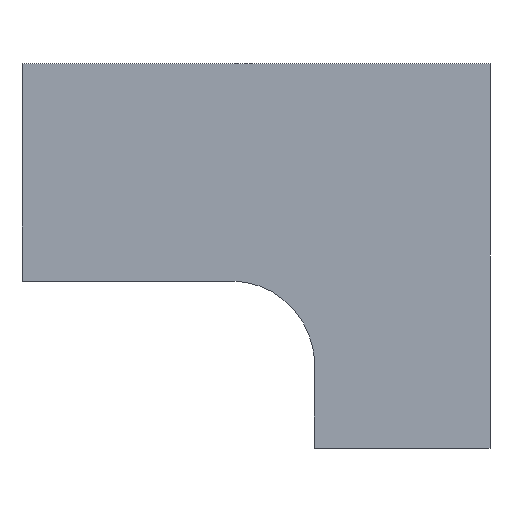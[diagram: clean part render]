
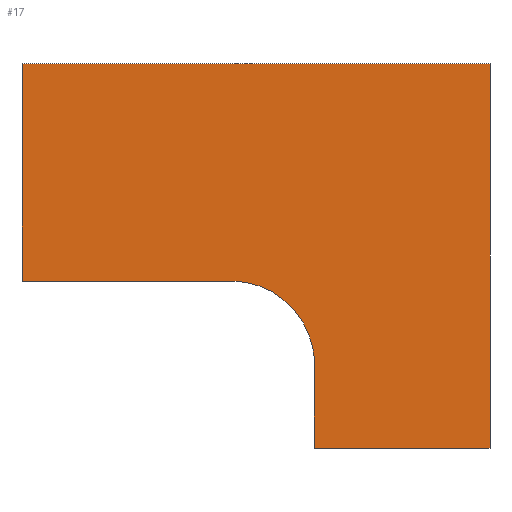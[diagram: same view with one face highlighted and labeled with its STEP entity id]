
A CAD part, top view. The second image highlights one B-rep face of the part: STEP entity #17.
In plain terms, the highlighted planar face has unit normal (0, 0, -1).
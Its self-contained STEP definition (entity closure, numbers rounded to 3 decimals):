
#17 = ADVANCED_FACE('',(#18),#32,.F.);
#18 = FACE_BOUND('',#19,.F.);
#19 = EDGE_LOOP('',(#20,#43,#59,#75,#91,#107,#123));
#20 = ORIENTED_EDGE('',*,*,#21,.T.);
#21 = EDGE_CURVE('',#22,#24,#26,.T.);
#22 = VERTEX_POINT('',#23);
#23 = CARTESIAN_POINT('',(175.,50.,-0.5));
#24 = VERTEX_POINT('',#25);
#25 = CARTESIAN_POINT('',(175.,0.,-0.5));
#26 = SURFACE_CURVE('',#27,(#31),.PCURVE_S1.);
#27 = LINE('',#28,#29);
#28 = CARTESIAN_POINT('',(175.,100.,-0.5));
#29 = VECTOR('',#30,1.);
#30 = DIRECTION('',(0.,-1.,0.));
#31 = PCURVE('',#32,#37);
#32 = PLANE('',#33);
#33 = AXIS2_PLACEMENT_3D('',#34,#35,#36);
#34 = CARTESIAN_POINT('',(0.,0.,-0.5));
#35 = DIRECTION('',(0.,0.,1.));
#36 = DIRECTION('',(1.,0.,-0.));
#37 = DEFINITIONAL_REPRESENTATION('',(#38),#42);
#38 = LINE('',#39,#40);
#39 = CARTESIAN_POINT('',(175.,100.));
#40 = VECTOR('',#41,1.);
#41 = DIRECTION('',(0.,-1.));
#42 = ( GEOMETRIC_REPRESENTATION_CONTEXT(2) 
PARAMETRIC_REPRESENTATION_CONTEXT() REPRESENTATION_CONTEXT('2D SPACE',''
  ) );
#43 = ORIENTED_EDGE('',*,*,#44,.T.);
#44 = EDGE_CURVE('',#24,#45,#47,.T.);
#45 = VERTEX_POINT('',#46);
#46 = CARTESIAN_POINT('',(280.,0.,-0.5));
#47 = SURFACE_CURVE('',#48,(#52),.PCURVE_S1.);
#48 = LINE('',#49,#50);
#49 = CARTESIAN_POINT('',(0.,0.,-0.5));
#50 = VECTOR('',#51,1.);
#51 = DIRECTION('',(1.,0.,-0.));
#52 = PCURVE('',#32,#53);
#53 = DEFINITIONAL_REPRESENTATION('',(#54),#58);
#54 = LINE('',#55,#56);
#55 = CARTESIAN_POINT('',(0.,0.));
#56 = VECTOR('',#57,1.);
#57 = DIRECTION('',(1.,0.));
#58 = ( GEOMETRIC_REPRESENTATION_CONTEXT(2) 
PARAMETRIC_REPRESENTATION_CONTEXT() REPRESENTATION_CONTEXT('2D SPACE',''
  ) );
#59 = ORIENTED_EDGE('',*,*,#60,.T.);
#60 = EDGE_CURVE('',#45,#61,#63,.T.);
#61 = VERTEX_POINT('',#62);
#62 = CARTESIAN_POINT('',(280.,230.,-0.5));
#63 = SURFACE_CURVE('',#64,(#68),.PCURVE_S1.);
#64 = LINE('',#65,#66);
#65 = CARTESIAN_POINT('',(280.,0.,-0.5));
#66 = VECTOR('',#67,1.);
#67 = DIRECTION('',(-0.,1.,0.));
#68 = PCURVE('',#32,#69);
#69 = DEFINITIONAL_REPRESENTATION('',(#70),#74);
#70 = LINE('',#71,#72);
#71 = CARTESIAN_POINT('',(280.,0.));
#72 = VECTOR('',#73,1.);
#73 = DIRECTION('',(0.,1.));
#74 = ( GEOMETRIC_REPRESENTATION_CONTEXT(2) 
PARAMETRIC_REPRESENTATION_CONTEXT() REPRESENTATION_CONTEXT('2D SPACE',''
  ) );
#75 = ORIENTED_EDGE('',*,*,#76,.F.);
#76 = EDGE_CURVE('',#77,#61,#79,.T.);
#77 = VERTEX_POINT('',#78);
#78 = CARTESIAN_POINT('',(0.,230.,-0.5));
#79 = SURFACE_CURVE('',#80,(#84),.PCURVE_S1.);
#80 = LINE('',#81,#82);
#81 = CARTESIAN_POINT('',(0.,230.,-0.5));
#82 = VECTOR('',#83,1.);
#83 = DIRECTION('',(1.,0.,-0.));
#84 = PCURVE('',#32,#85);
#85 = DEFINITIONAL_REPRESENTATION('',(#86),#90);
#86 = LINE('',#87,#88);
#87 = CARTESIAN_POINT('',(0.,230.));
#88 = VECTOR('',#89,1.);
#89 = DIRECTION('',(1.,0.));
#90 = ( GEOMETRIC_REPRESENTATION_CONTEXT(2) 
PARAMETRIC_REPRESENTATION_CONTEXT() REPRESENTATION_CONTEXT('2D SPACE',''
  ) );
#91 = ORIENTED_EDGE('',*,*,#92,.F.);
#92 = EDGE_CURVE('',#93,#77,#95,.T.);
#93 = VERTEX_POINT('',#94);
#94 = CARTESIAN_POINT('',(0.,100.,-0.5));
#95 = SURFACE_CURVE('',#96,(#100),.PCURVE_S1.);
#96 = LINE('',#97,#98);
#97 = CARTESIAN_POINT('',(0.,0.,-0.5));
#98 = VECTOR('',#99,1.);
#99 = DIRECTION('',(-0.,1.,0.));
#100 = PCURVE('',#32,#101);
#101 = DEFINITIONAL_REPRESENTATION('',(#102),#106);
#102 = LINE('',#103,#104);
#103 = CARTESIAN_POINT('',(0.,0.));
#104 = VECTOR('',#105,1.);
#105 = DIRECTION('',(0.,1.));
#106 = ( GEOMETRIC_REPRESENTATION_CONTEXT(2) 
PARAMETRIC_REPRESENTATION_CONTEXT() REPRESENTATION_CONTEXT('2D SPACE',''
  ) );
#107 = ORIENTED_EDGE('',*,*,#108,.T.);
#108 = EDGE_CURVE('',#93,#109,#111,.T.);
#109 = VERTEX_POINT('',#110);
#110 = CARTESIAN_POINT('',(125.,100.,-0.5));
#111 = SURFACE_CURVE('',#112,(#116),.PCURVE_S1.);
#112 = LINE('',#113,#114);
#113 = CARTESIAN_POINT('',(0.,100.,-0.5));
#114 = VECTOR('',#115,1.);
#115 = DIRECTION('',(1.,0.,0.));
#116 = PCURVE('',#32,#117);
#117 = DEFINITIONAL_REPRESENTATION('',(#118),#122);
#118 = LINE('',#119,#120);
#119 = CARTESIAN_POINT('',(0.,100.));
#120 = VECTOR('',#121,1.);
#121 = DIRECTION('',(1.,0.));
#122 = ( GEOMETRIC_REPRESENTATION_CONTEXT(2) 
PARAMETRIC_REPRESENTATION_CONTEXT() REPRESENTATION_CONTEXT('2D SPACE',''
  ) );
#123 = ORIENTED_EDGE('',*,*,#124,.T.);
#124 = EDGE_CURVE('',#109,#22,#125,.T.);
#125 = SURFACE_CURVE('',#126,(#169),.PCURVE_S1.);
#126 = B_SPLINE_CURVE_WITH_KNOTS('',6,(#127,#128,#129,#130,#131,#132,
    #133,#134,#135,#136,#137,#138,#139,#140,#141,#142,#143,#144,#145,
    #146,#147,#148,#149,#150,#151,#152,#153,#154,#155,#156,#157,#158,
    #159,#160,#161,#162,#163,#164,#165,#166,#167,#168),.UNSPECIFIED.,.F.
  ,.F.,(7,5,5,5,5,5,5,5,7),(0.,0.142,0.244,
    0.318,0.5,0.682,0.756,0.858,1.),
  .UNSPECIFIED.);
#127 = CARTESIAN_POINT('',(125.,100.,-0.5));
#128 = CARTESIAN_POINT('',(126.833,100.,-0.5));
#129 = CARTESIAN_POINT('',(128.671,99.919,-0.5));
#130 = CARTESIAN_POINT('',(130.507,99.757,-0.5));
#131 = CARTESIAN_POINT('',(132.337,99.514,-0.5));
#132 = CARTESIAN_POINT('',(134.156,99.189,-0.5));
#133 = CARTESIAN_POINT('',(137.264,98.491,-0.5));
#134 = CARTESIAN_POINT('',(138.56,98.156,-0.5));
#135 = CARTESIAN_POINT('',(139.846,97.779,-0.5));
#136 = CARTESIAN_POINT('',(141.12,97.361,-0.5));
#137 = CARTESIAN_POINT('',(142.381,96.901,-0.5));
#138 = CARTESIAN_POINT('',(144.533,96.037,-0.5));
#139 = CARTESIAN_POINT('',(145.431,95.652,-0.5));
#140 = CARTESIAN_POINT('',(146.321,95.245,-0.5));
#141 = CARTESIAN_POINT('',(147.201,94.818,-0.5));
#142 = CARTESIAN_POINT('',(148.071,94.37,-0.5));
#143 = CARTESIAN_POINT('',(151.023,92.761,-0.5));
#144 = CARTESIAN_POINT('',(153.052,91.499,-0.5));
#145 = CARTESIAN_POINT('',(155.008,90.122,-0.5));
#146 = CARTESIAN_POINT('',(156.882,88.635,-0.5));
#147 = CARTESIAN_POINT('',(158.667,87.043,-0.5));
#148 = CARTESIAN_POINT('',(162.043,83.667,-0.5));
#149 = CARTESIAN_POINT('',(163.635,81.882,-0.5));
#150 = CARTESIAN_POINT('',(165.122,80.008,-0.5));
#151 = CARTESIAN_POINT('',(166.499,78.052,-0.5));
#152 = CARTESIAN_POINT('',(167.761,76.023,-0.5));
#153 = CARTESIAN_POINT('',(169.37,73.071,-0.5));
#154 = CARTESIAN_POINT('',(169.818,72.201,-0.5));
#155 = CARTESIAN_POINT('',(170.245,71.321,-0.5));
#156 = CARTESIAN_POINT('',(170.652,70.431,-0.5));
#157 = CARTESIAN_POINT('',(171.037,69.533,-0.5));
#158 = CARTESIAN_POINT('',(171.901,67.381,-0.5));
#159 = CARTESIAN_POINT('',(172.361,66.12,-0.5));
#160 = CARTESIAN_POINT('',(172.779,64.846,-0.5));
#161 = CARTESIAN_POINT('',(173.156,63.56,-0.5));
#162 = CARTESIAN_POINT('',(173.491,62.264,-0.5));
#163 = CARTESIAN_POINT('',(174.189,59.156,-0.5));
#164 = CARTESIAN_POINT('',(174.514,57.337,-0.5));
#165 = CARTESIAN_POINT('',(174.757,55.507,-0.5));
#166 = CARTESIAN_POINT('',(174.919,53.671,-0.5));
#167 = CARTESIAN_POINT('',(175.,51.833,-0.5));
#168 = CARTESIAN_POINT('',(175.,50.,-0.5));
#169 = PCURVE('',#32,#170);
#170 = DEFINITIONAL_REPRESENTATION('',(#171),#214);
#171 = B_SPLINE_CURVE_WITH_KNOTS('',6,(#172,#173,#174,#175,#176,#177,
    #178,#179,#180,#181,#182,#183,#184,#185,#186,#187,#188,#189,#190,
    #191,#192,#193,#194,#195,#196,#197,#198,#199,#200,#201,#202,#203,
    #204,#205,#206,#207,#208,#209,#210,#211,#212,#213),.UNSPECIFIED.,.F.
  ,.F.,(7,5,5,5,5,5,5,5,7),(0.,0.142,0.244,
    0.318,0.5,0.682,0.756,0.858,1.),
  .UNSPECIFIED.);
#172 = CARTESIAN_POINT('',(125.,100.));
#173 = CARTESIAN_POINT('',(126.833,100.));
#174 = CARTESIAN_POINT('',(128.671,99.919));
#175 = CARTESIAN_POINT('',(130.507,99.757));
#176 = CARTESIAN_POINT('',(132.337,99.514));
#177 = CARTESIAN_POINT('',(134.156,99.189));
#178 = CARTESIAN_POINT('',(137.264,98.491));
#179 = CARTESIAN_POINT('',(138.56,98.156));
#180 = CARTESIAN_POINT('',(139.846,97.779));
#181 = CARTESIAN_POINT('',(141.12,97.361));
#182 = CARTESIAN_POINT('',(142.381,96.901));
#183 = CARTESIAN_POINT('',(144.533,96.037));
#184 = CARTESIAN_POINT('',(145.431,95.652));
#185 = CARTESIAN_POINT('',(146.321,95.245));
#186 = CARTESIAN_POINT('',(147.201,94.818));
#187 = CARTESIAN_POINT('',(148.071,94.37));
#188 = CARTESIAN_POINT('',(151.023,92.761));
#189 = CARTESIAN_POINT('',(153.052,91.499));
#190 = CARTESIAN_POINT('',(155.008,90.122));
#191 = CARTESIAN_POINT('',(156.882,88.635));
#192 = CARTESIAN_POINT('',(158.667,87.043));
#193 = CARTESIAN_POINT('',(162.043,83.667));
#194 = CARTESIAN_POINT('',(163.635,81.882));
#195 = CARTESIAN_POINT('',(165.122,80.008));
#196 = CARTESIAN_POINT('',(166.499,78.052));
#197 = CARTESIAN_POINT('',(167.761,76.023));
#198 = CARTESIAN_POINT('',(169.37,73.071));
#199 = CARTESIAN_POINT('',(169.818,72.201));
#200 = CARTESIAN_POINT('',(170.245,71.321));
#201 = CARTESIAN_POINT('',(170.652,70.431));
#202 = CARTESIAN_POINT('',(171.037,69.533));
#203 = CARTESIAN_POINT('',(171.901,67.381));
#204 = CARTESIAN_POINT('',(172.361,66.12));
#205 = CARTESIAN_POINT('',(172.779,64.846));
#206 = CARTESIAN_POINT('',(173.156,63.56));
#207 = CARTESIAN_POINT('',(173.491,62.264));
#208 = CARTESIAN_POINT('',(174.189,59.156));
#209 = CARTESIAN_POINT('',(174.514,57.337));
#210 = CARTESIAN_POINT('',(174.757,55.507));
#211 = CARTESIAN_POINT('',(174.919,53.671));
#212 = CARTESIAN_POINT('',(175.,51.833));
#213 = CARTESIAN_POINT('',(175.,50.));
#214 = ( GEOMETRIC_REPRESENTATION_CONTEXT(2) 
PARAMETRIC_REPRESENTATION_CONTEXT() REPRESENTATION_CONTEXT('2D SPACE',''
  ) );
